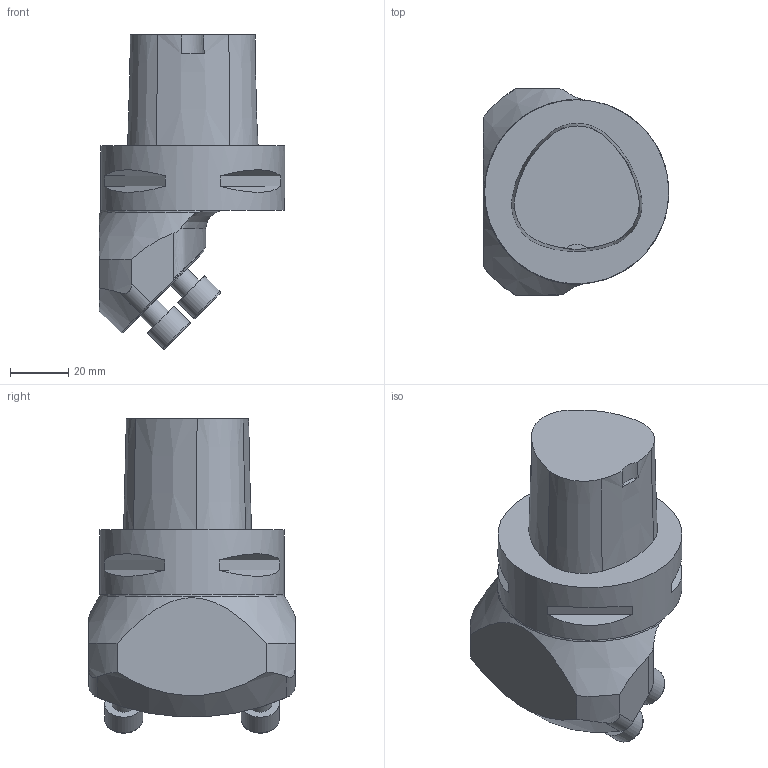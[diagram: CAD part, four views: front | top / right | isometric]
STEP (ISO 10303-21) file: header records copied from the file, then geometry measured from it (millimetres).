
FILE_DESCRIPTION(/* description */ (''),/* implementation_level */ '2;1');
FILE_NAME(/* name */ '1524460830116.stp',/* time_stamp */ '2018-04-23T07:20:39+02:00',/* author */ (''),/* organization */ ('SMS'),/* preprocessor_version */ 'ST-DEVELOPER v15',/* originating_system */ 'SIEMENS PLM Software NX 8.5',/* authorisation */ '');
FILE_SCHEMA (('AUTOMOTIVE_DESIGN { 1 0 10303 214 3 1 1 1 }'));
Length unit declared in the file: millimetre
Products named in the file (1): 201596578mod000_00
Bounding box: 63.5 x 70.5 x 107.49 mm (x, y, z)
Volume: 192163 mm3; surface area: 24450.1 mm2
Topology: 1 solids, 1 shells, 69 faces, 155 edges, 104 vertices
Faces by surface type: plane 31, cylinder 18, cone 13, torus 5, bspline 2
Full cylindrical faces by diameter (mm): 8 x4, 13 x4, 63 x1
Entity records: 2708 total; most frequent: CARTESIAN_POINT 1168, DIRECTION 325, ORIENTED_EDGE 274, AXIS2_PLACEMENT_3D 138, EDGE_CURVE 137, VERTEX_POINT 96, EDGE_LOOP 95, ADVANCED_FACE 69
